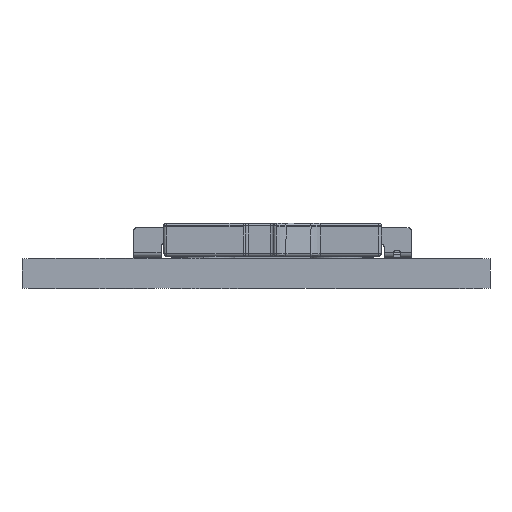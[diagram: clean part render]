
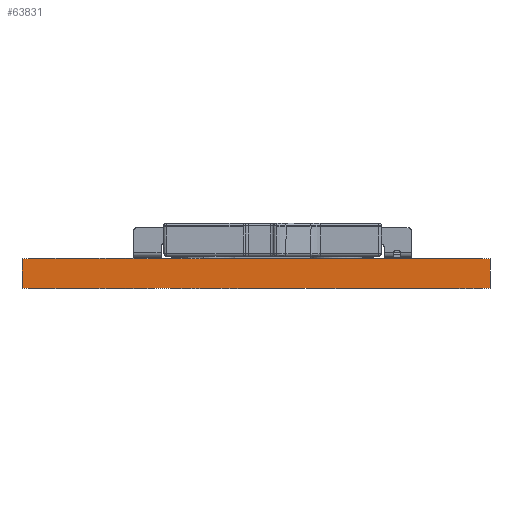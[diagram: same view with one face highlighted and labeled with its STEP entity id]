
A CAD part, front view. The second image highlights one B-rep face of the part: STEP entity #63831.
In plain terms, the highlighted planar face has unit normal (0, -1, 0).
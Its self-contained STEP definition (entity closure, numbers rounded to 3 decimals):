
#63831 = ADVANCED_FACE('',(#63832),#63866,.T.);
#63832 = FACE_BOUND('',#63833,.T.);
#63833 = EDGE_LOOP('',(#63834,#63844,#63852,#63860));
#63834 = ORIENTED_EDGE('',*,*,#63835,.T.);
#63835 = EDGE_CURVE('',#63836,#63838,#63840,.T.);
#63836 = VERTEX_POINT('',#63837);
#63837 = CARTESIAN_POINT('',(21.59,-20.32,0.));
#63838 = VERTEX_POINT('',#63839);
#63839 = CARTESIAN_POINT('',(21.59,-20.32,1.6));
#63840 = LINE('',#63841,#63842);
#63841 = CARTESIAN_POINT('',(21.59,-20.32,0.));
#63842 = VECTOR('',#63843,1.);
#63843 = DIRECTION('',(0.,0.,1.));
#63844 = ORIENTED_EDGE('',*,*,#63845,.T.);
#63845 = EDGE_CURVE('',#63838,#63846,#63848,.T.);
#63846 = VERTEX_POINT('',#63847);
#63847 = CARTESIAN_POINT('',(-3.81,-20.32,1.6));
#63848 = LINE('',#63849,#63850);
#63849 = CARTESIAN_POINT('',(21.59,-20.32,1.6));
#63850 = VECTOR('',#63851,1.);
#63851 = DIRECTION('',(-1.,0.,0.));
#63852 = ORIENTED_EDGE('',*,*,#63853,.F.);
#63853 = EDGE_CURVE('',#63854,#63846,#63856,.T.);
#63854 = VERTEX_POINT('',#63855);
#63855 = CARTESIAN_POINT('',(-3.81,-20.32,0.));
#63856 = LINE('',#63857,#63858);
#63857 = CARTESIAN_POINT('',(-3.81,-20.32,0.));
#63858 = VECTOR('',#63859,1.);
#63859 = DIRECTION('',(0.,0.,1.));
#63860 = ORIENTED_EDGE('',*,*,#63861,.F.);
#63861 = EDGE_CURVE('',#63836,#63854,#63862,.T.);
#63862 = LINE('',#63863,#63864);
#63863 = CARTESIAN_POINT('',(21.59,-20.32,0.));
#63864 = VECTOR('',#63865,1.);
#63865 = DIRECTION('',(-1.,0.,0.));
#63866 = PLANE('',#63867);
#63867 = AXIS2_PLACEMENT_3D('',#63868,#63869,#63870);
#63868 = CARTESIAN_POINT('',(21.59,-20.32,0.));
#63869 = DIRECTION('',(0.,-1.,0.));
#63870 = DIRECTION('',(-1.,0.,0.));
